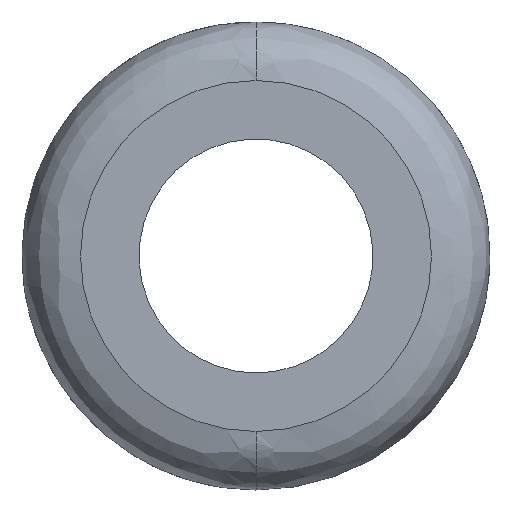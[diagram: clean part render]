
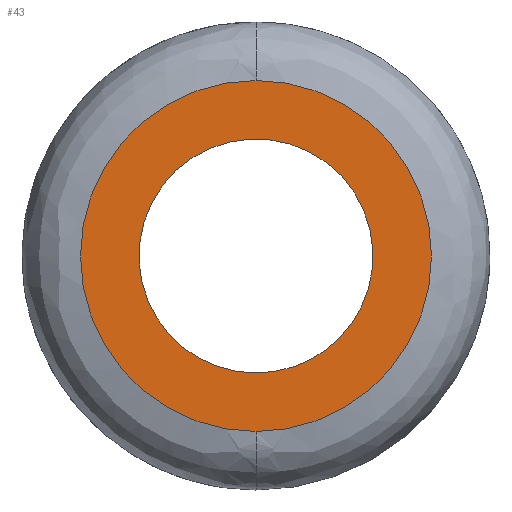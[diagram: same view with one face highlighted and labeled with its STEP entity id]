
A CAD part, front view. The second image highlights one B-rep face of the part: STEP entity #43.
In plain terms, the highlighted planar face has unit normal (0, -1, 0).
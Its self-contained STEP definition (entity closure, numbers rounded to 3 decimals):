
#43=ADVANCED_FACE('',(#90,#91),#89,.F.);
#89=PLANE('',#241);
#90=FACE_OUTER_BOUND('',#242,.T.);
#91=FACE_BOUND('',#243,.T.);
#238=CARTESIAN_POINT('',(-24.942,0.,-27.6));
#239=DIRECTION('',(0.,1.,0.));
#240=DIRECTION('',(0.,0.,1.));
#241=AXIS2_PLACEMENT_3D('',#238,#239,#240);
#242=EDGE_LOOP('',(#406,#407));
#243=EDGE_LOOP('',(#408,#409,#410));
#406=ORIENTED_EDGE('',*,*,#502,.T.);
#407=ORIENTED_EDGE('',*,*,#503,.T.);
#408=ORIENTED_EDGE('',*,*,#504,.F.);
#409=ORIENTED_EDGE('',*,*,#505,.F.);
#410=ORIENTED_EDGE('',*,*,#506,.F.);
#502=EDGE_CURVE('',#658,#659,#660,.T.);
#503=EDGE_CURVE('',#659,#658,#666,.T.);
#504=EDGE_CURVE('',#672,#673,#674,.T.);
#505=EDGE_CURVE('',#680,#672,#681,.T.);
#506=EDGE_CURVE('',#673,#680,#687,.T.);
#658=VERTEX_POINT('',#946);
#659=VERTEX_POINT('',#947);
#660=CIRCLE('',#951,12.);
#666=CIRCLE('',#955,12.);
#672=VERTEX_POINT('',#956);
#673=VERTEX_POINT('',#957);
#674=CIRCLE('',#961,8.);
#680=VERTEX_POINT('',#962);
#681=CIRCLE('',#966,8.);
#687=CIRCLE('',#970,8.);
#946=CARTESIAN_POINT('',(0.,0.,12.));
#947=CARTESIAN_POINT('',(0.,0.,-12.));
#948=CARTESIAN_POINT('',(0.,0.,0.));
#949=DIRECTION('',(0.,-1.,0.));
#950=DIRECTION('',(0.,0.,1.));
#951=AXIS2_PLACEMENT_3D('',#948,#949,#950);
#952=CARTESIAN_POINT('',(0.,0.,0.));
#953=DIRECTION('',(0.,-1.,0.));
#954=DIRECTION('',(0.,0.,1.));
#955=AXIS2_PLACEMENT_3D('',#952,#953,#954);
#956=CARTESIAN_POINT('',(-7.944,0.,0.944));
#957=CARTESIAN_POINT('',(0.,0.,-8.));
#958=CARTESIAN_POINT('',(0.,0.,0.));
#959=DIRECTION('',(0.,-1.,0.));
#960=DIRECTION('',(0.,0.,-1.));
#961=AXIS2_PLACEMENT_3D('',#958,#959,#960);
#962=CARTESIAN_POINT('',(7.944,0.,-0.946));
#963=CARTESIAN_POINT('',(0.,0.,0.));
#964=DIRECTION('',(0.,-1.,0.));
#965=DIRECTION('',(0.,0.,-1.));
#966=AXIS2_PLACEMENT_3D('',#963,#964,#965);
#967=CARTESIAN_POINT('',(0.,0.,0.));
#968=DIRECTION('',(0.,-1.,0.));
#969=DIRECTION('',(0.,0.,-1.));
#970=AXIS2_PLACEMENT_3D('',#967,#968,#969);
